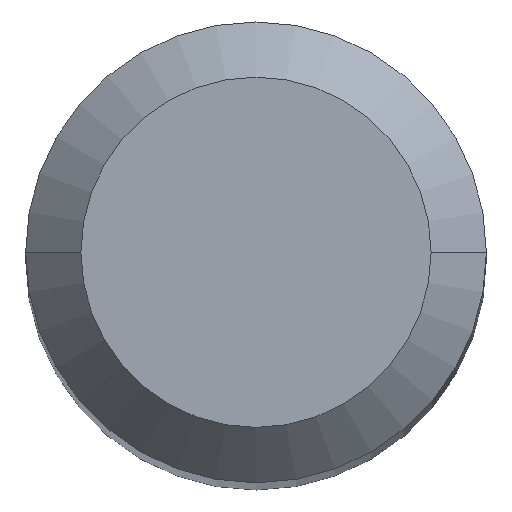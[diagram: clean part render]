
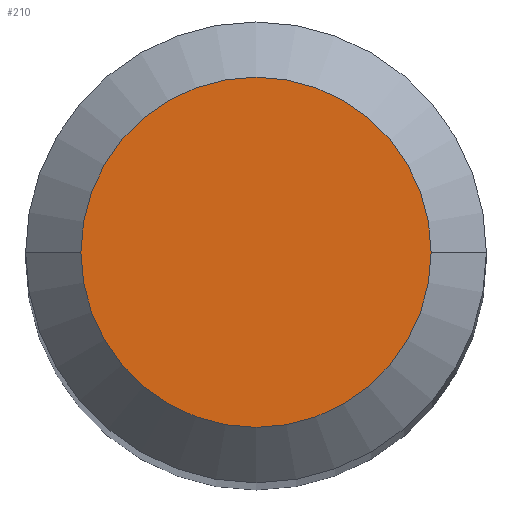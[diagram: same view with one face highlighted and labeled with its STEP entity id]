
A CAD part, top view. The second image highlights one B-rep face of the part: STEP entity #210.
In plain terms, the highlighted planar face has unit normal (0, 0, 1).
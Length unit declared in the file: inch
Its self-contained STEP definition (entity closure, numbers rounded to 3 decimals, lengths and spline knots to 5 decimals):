
#4 = DIRECTION ( 'NONE',  ( 0., 0., 1. ) ) ;
#10 = DIRECTION ( 'NONE',  ( 1., 0., 0. ) ) ;
#18 = CARTESIAN_POINT ( 'NONE',  ( -0.0475, 0., 1.5 ) ) ;
#40 = EDGE_CURVE ( 'NONE', #43, #278, #164, .T. ) ;
#43 = VERTEX_POINT ( 'NONE', #260 ) ;
#53 = PLANE ( 'NONE',  #123 ) ;
#59 = CIRCLE ( 'NONE', #232, 0.0475 ) ;
#62 = ORIENTED_EDGE ( 'NONE', *, *, #160, .T. ) ;
#71 = AXIS2_PLACEMENT_3D ( 'NONE', #214, #4, #77 ) ;
#77 = DIRECTION ( 'NONE',  ( 1., 0., 0. ) ) ;
#103 = DIRECTION ( 'NONE',  ( 1., 0., 0. ) ) ;
#105 = DIRECTION ( 'NONE',  ( 0., 0., 1. ) ) ;
#123 = AXIS2_PLACEMENT_3D ( 'NONE', #243, #130, #10 ) ;
#130 = DIRECTION ( 'NONE',  ( 0., 0., 1. ) ) ;
#143 = ORIENTED_EDGE ( 'NONE', *, *, #40, .T. ) ;
#160 = EDGE_CURVE ( 'NONE', #278, #43, #59, .T. ) ;
#164 = CIRCLE ( 'NONE', #71, 0.0475 ) ;
#178 = EDGE_LOOP ( 'NONE', ( #62, #143 ) ) ;
#210 = ADVANCED_FACE ( 'NONE', ( #267 ), #53, .T. ) ;
#214 = CARTESIAN_POINT ( 'NONE',  ( 0., 0., 1.5 ) ) ;
#232 = AXIS2_PLACEMENT_3D ( 'NONE', #264, #105, #103 ) ;
#243 = CARTESIAN_POINT ( 'NONE',  ( 0., 0., 1.5 ) ) ;
#260 = CARTESIAN_POINT ( 'NONE',  ( 0.0475, 0., 1.5 ) ) ;
#264 = CARTESIAN_POINT ( 'NONE',  ( 0., 0., 1.5 ) ) ;
#267 = FACE_OUTER_BOUND ( 'NONE', #178, .T. ) ;
#278 = VERTEX_POINT ( 'NONE', #18 ) ;
